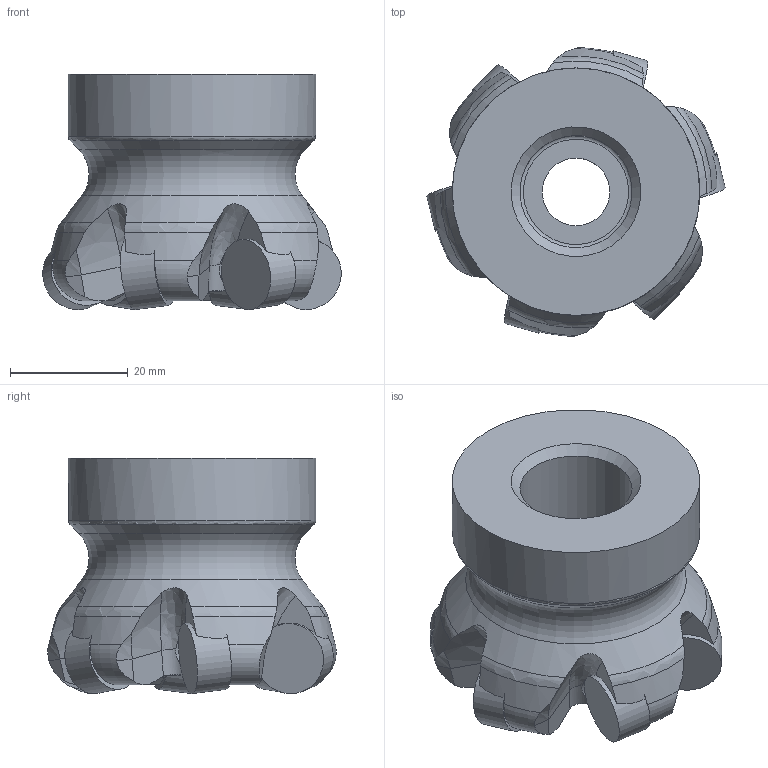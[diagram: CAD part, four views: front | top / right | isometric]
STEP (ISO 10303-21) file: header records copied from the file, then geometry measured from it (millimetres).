
FILE_DESCRIPTION(/* description */ (''),/* implementation_level */ '2;1');
FILE_NAME(/* name */ '1697109349274.stp',/* time_stamp */ '2023-10-12T16:46:02+05:00',/* author */ (''),/* organization */ ('SMS'),/* preprocessor_version */ 'ST-DEVELOPER v16.7',/* originating_system */ 'SIEMENS PLM Software NX 12.0',/* authorisation */ '');
FILE_SCHEMA (('AUTOMOTIVE_DESIGN { 1 0 10303 214 3 1 1 1 }'));
Length unit declared in the file: millimetre
Products named in the file (4): 204371717mod000_00; ASSEMBLY_CONSTRUCTION; 204890082mod000_00; 204890083mod000_00
Assembly tree (8 placements, depth 2):
  204890083mod000_00
    204890082mod000_00
    ASSEMBLY_CONSTRUCTION
    204371717mod000_00  x6
Bounding box: 50.77 x 49.08 x 40 mm (x, y, z)
Volume: 39891.6 mm3; surface area: 13353.7 mm2
Topology: 7 solids, 7 shells, 122 faces, 305 edges, 222 vertices
Faces by surface type: plane 46, cylinder 29, cone 23, torus 18, bspline 6
Full cylindrical faces by diameter (mm): 11.5 x1, 12 x6, 17.15 x1, 19.061 x1, 19.5 x1, 42.1 x1
Entity records: 3929 total; most frequent: CARTESIAN_POINT 1335, ORIENTED_EDGE 522, DIRECTION 442, EDGE_CURVE 261, AXIS2_PLACEMENT_3D 203, VERTEX_POINT 177, B_SPLINE_CURVE_WITH_KNOTS 144, EDGE_LOOP 128
